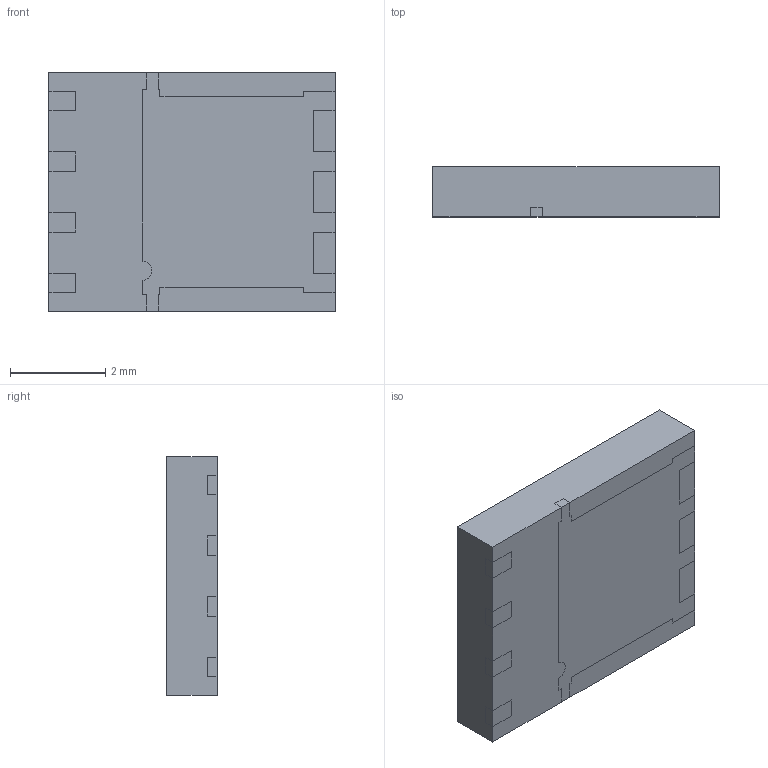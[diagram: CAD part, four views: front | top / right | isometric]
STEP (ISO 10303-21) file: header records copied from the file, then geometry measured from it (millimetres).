
FILE_DESCRIPTION (( 'STEP AP214' ), '1' );
FILE_NAME ('CSD18532Q5B.STEP', '2020-07-10T12:41:25', ( '' ), ( '' ), 'SwSTEP 2.0', 'SolidWorks 2017', '' );
FILE_SCHEMA (( 'AUTOMOTIVE_DESIGN' ));
Length unit declared in the file: millimetre
Products named in the file (1): CSD18532Q5B
Bounding box: 6 x 1.05 x 5 mm (x, y, z)
Volume: 31.5 mm3; surface area: 126.5 mm2
Topology: 7 solids, 7 shells, 123 faces, 324 edges, 216 vertices
Faces by surface type: plane 117, cylinder 6
Entity records: 3818 total; most frequent: CARTESIAN_POINT 664, ORIENTED_EDGE 648, DIRECTION 584, EDGE_CURVE 324, LINE 312, VECTOR 312, VERTEX_POINT 216, AXIS2_PLACEMENT_3D 136
